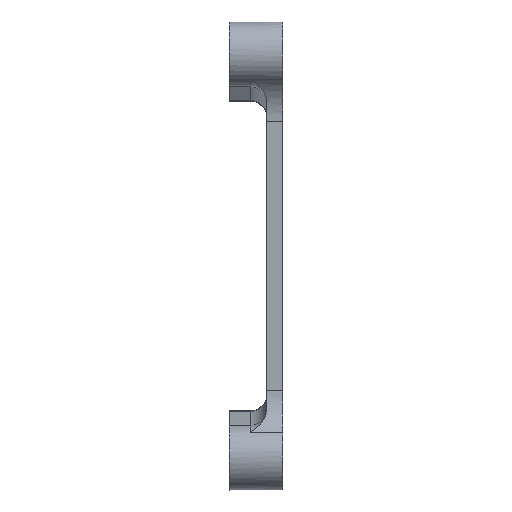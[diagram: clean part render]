
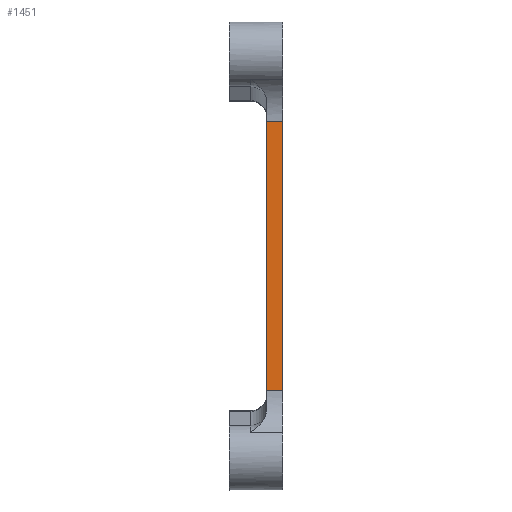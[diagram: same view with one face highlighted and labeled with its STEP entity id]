
A CAD part, left-side view. The second image highlights one B-rep face of the part: STEP entity #1451.
In plain terms, the highlighted planar face has unit normal (-1, 0, 0).
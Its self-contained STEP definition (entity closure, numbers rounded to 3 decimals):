
#49=PLANE('',#1601);
#116=LINE('',#2496,#218);
#117=LINE('',#2500,#219);
#118=LINE('',#2502,#220);
#119=LINE('',#2503,#221);
#218=VECTOR('',#1922,10.);
#219=VECTOR('',#1927,10.);
#220=VECTOR('',#1928,10.);
#221=VECTOR('',#1929,10.);
#349=FACE_OUTER_BOUND('',#425,.T.);
#425=EDGE_LOOP('',(#1145,#1146,#1147,#1148));
#693=VERTEX_POINT('',#2493);
#694=VERTEX_POINT('',#2495);
#695=VERTEX_POINT('',#2499);
#696=VERTEX_POINT('',#2501);
#873=EDGE_CURVE('',#693,#694,#116,.T.);
#875=EDGE_CURVE('',#695,#693,#117,.T.);
#876=EDGE_CURVE('',#696,#695,#118,.T.);
#877=EDGE_CURVE('',#694,#696,#119,.T.);
#1145=ORIENTED_EDGE('',*,*,#873,.F.);
#1146=ORIENTED_EDGE('',*,*,#875,.F.);
#1147=ORIENTED_EDGE('',*,*,#876,.F.);
#1148=ORIENTED_EDGE('',*,*,#877,.F.);
#1451=ADVANCED_FACE('',(#349),#49,.F.);
#1601=AXIS2_PLACEMENT_3D('',#2498,#1925,#1926);
#1922=DIRECTION('',(0.,-1.,0.));
#1925=DIRECTION('center_axis',(1.,0.,0.));
#1926=DIRECTION('ref_axis',(0.,0.,1.));
#1927=DIRECTION('',(0.,0.,1.));
#1928=DIRECTION('',(0.,1.,0.));
#1929=DIRECTION('',(0.,0.,-1.));
#2493=CARTESIAN_POINT('',(-65.,3.,25.01));
#2495=CARTESIAN_POINT('',(-65.,0.,25.01));
#2496=CARTESIAN_POINT('',(-65.,3.,25.01));
#2498=CARTESIAN_POINT('Origin',(-65.,3.,-31.5));
#2499=CARTESIAN_POINT('',(-65.,3.,-25.01));
#2500=CARTESIAN_POINT('',(-65.,3.,-15.75));
#2501=CARTESIAN_POINT('',(-65.,0.,-25.01));
#2502=CARTESIAN_POINT('',(-65.,3.,-25.01));
#2503=CARTESIAN_POINT('',(-65.,0.,-15.75));
